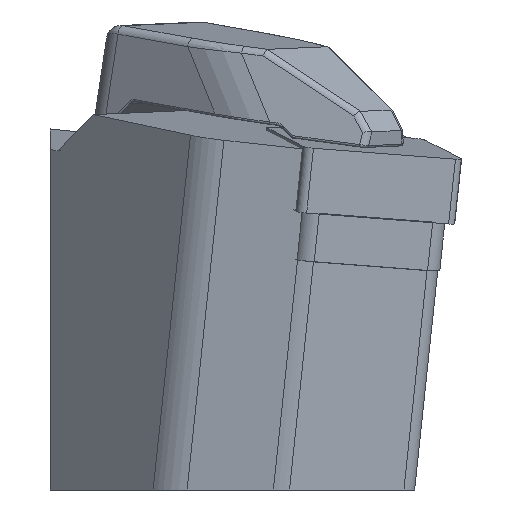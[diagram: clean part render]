
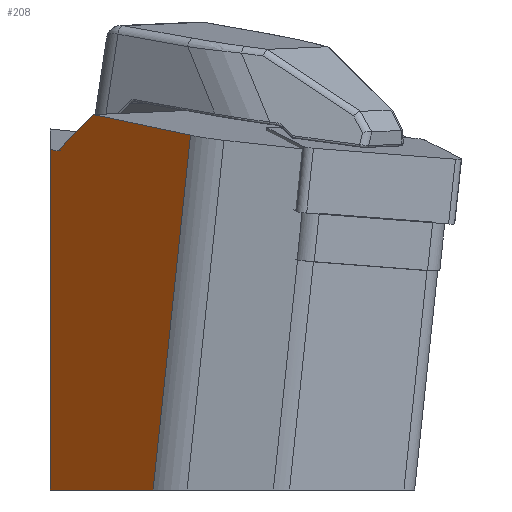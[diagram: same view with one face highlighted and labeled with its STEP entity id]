
A CAD part, left-side view. The second image highlights one B-rep face of the part: STEP entity #208.
In plain terms, the highlighted planar face has unit normal (-0.704, 0.711, 0).
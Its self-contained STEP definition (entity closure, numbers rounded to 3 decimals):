
#208=ADVANCED_FACE('',(#384),#329,.F.);
#329=PLANE('',#2222);
#384=FACE_OUTER_BOUND('',#506,.T.);
#506=EDGE_LOOP('',(#790,#791,#792,#793,#794,#795));
#790=ORIENTED_EDGE('',*,*,#1559,.F.);
#791=ORIENTED_EDGE('',*,*,#1597,.T.);
#792=ORIENTED_EDGE('',*,*,#1598,.F.);
#793=ORIENTED_EDGE('',*,*,#1599,.F.);
#794=ORIENTED_EDGE('',*,*,#1600,.F.);
#795=ORIENTED_EDGE('',*,*,#1587,.F.);
#1352=VERTEX_POINT('',#3172);
#1353=VERTEX_POINT('',#3174);
#1380=VERTEX_POINT('',#3265);
#1388=VERTEX_POINT('',#3285);
#1389=VERTEX_POINT('',#3287);
#1390=VERTEX_POINT('',#3289);
#1559=EDGE_CURVE('',#1352,#1353,#1865,.T.);
#1587=EDGE_CURVE('',#1353,#1380,#1884,.T.);
#1597=EDGE_CURVE('',#1352,#1388,#1892,.T.);
#1598=EDGE_CURVE('',#1389,#1388,#1893,.T.);
#1599=EDGE_CURVE('',#1390,#1389,#1894,.T.);
#1600=EDGE_CURVE('',#1380,#1390,#1895,.T.);
#1865=LINE('',#3173,#2036);
#1884=LINE('',#3264,#2055);
#1892=LINE('',#3284,#2063);
#1893=LINE('',#3286,#2064);
#1894=LINE('',#3288,#2065);
#1895=LINE('',#3290,#2066);
#2036=VECTOR('',#2486,1.);
#2055=VECTOR('',#2525,1.);
#2063=VECTOR('',#2541,1.);
#2064=VECTOR('',#2542,1.);
#2065=VECTOR('',#2543,1.);
#2066=VECTOR('',#2544,1.);
#2222=AXIS2_PLACEMENT_3D('',#3291,#2545,#2546);
#2486=DIRECTION('',(-0.574,-0.569,0.589));
#2525=DIRECTION('',(-0.703,-0.696,-0.147));
#2541=DIRECTION('',(0.703,0.696,0.147));
#2542=DIRECTION('',(0.,0.,1.));
#2543=DIRECTION('',(0.71,0.704,0.));
#2544=DIRECTION('',(0.105,0.104,-0.989));
#2545=DIRECTION('',(0.704,-0.71,0.));
#2546=DIRECTION('',(0.71,0.704,0.));
#3172=CARTESIAN_POINT('',(16.042,-0.75,0.84));
#3173=CARTESIAN_POINT('',(23.067,6.212,-6.369));
#3174=CARTESIAN_POINT('',(12.606,-4.155,4.365));
#3264=CARTESIAN_POINT('',(3.106,-13.565,2.372));
#3265=CARTESIAN_POINT('',(3.106,-13.565,2.372));
#3284=CARTESIAN_POINT('',(3.545,-13.128,-1.782));
#3285=CARTESIAN_POINT('',(16.8,0.,0.998));
#3286=CARTESIAN_POINT('',(16.783,0.,-36.898));
#3287=CARTESIAN_POINT('',(16.786,0.,-32.));
#3288=CARTESIAN_POINT('',(7.257,-9.439,-32.));
#3289=CARTESIAN_POINT('',(6.738,-9.952,-32.));
#3290=CARTESIAN_POINT('',(7.255,-9.438,-36.894));
#3291=CARTESIAN_POINT('',(7.255,-9.438,-36.894));
